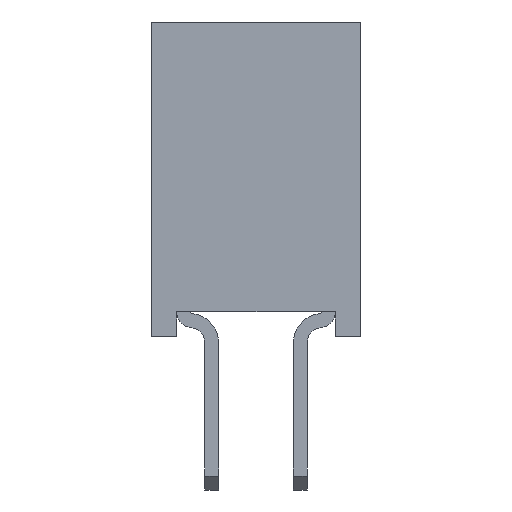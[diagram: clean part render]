
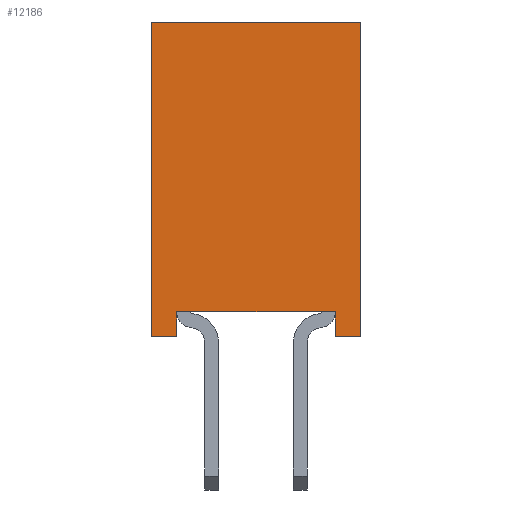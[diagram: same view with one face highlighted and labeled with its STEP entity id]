
A CAD part, left-side view. The second image highlights one B-rep face of the part: STEP entity #12186.
In plain terms, the highlighted planar face has unit normal (-1, 0, 0).
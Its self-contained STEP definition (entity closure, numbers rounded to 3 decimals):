
#1246=ORIENTED_EDGE('',*,*,#3969,.T.);
#1247=ORIENTED_EDGE('',*,*,#4622,.T.);
#1248=ORIENTED_EDGE('',*,*,#4623,.F.);
#1249=ORIENTED_EDGE('',*,*,#4624,.T.);
#1250=ORIENTED_EDGE('',*,*,#3849,.T.);
#1251=ORIENTED_EDGE('',*,*,#4625,.F.);
#1252=ORIENTED_EDGE('',*,*,#4626,.F.);
#1253=ORIENTED_EDGE('',*,*,#4627,.T.);
#3849=EDGE_CURVE('',#5620,#5618,#6759,.T.);
#3969=EDGE_CURVE('',#5738,#5737,#6879,.T.);
#4622=EDGE_CURVE('',#5737,#6282,#7532,.T.);
#4623=EDGE_CURVE('',#6283,#6282,#7533,.T.);
#4624=EDGE_CURVE('',#6283,#5620,#7534,.T.);
#4625=EDGE_CURVE('',#6284,#5618,#7535,.T.);
#4626=EDGE_CURVE('',#6285,#6284,#7536,.T.);
#4627=EDGE_CURVE('',#6285,#5738,#7537,.T.);
#5618=VERTEX_POINT('',#16785);
#5620=VERTEX_POINT('',#16788);
#5737=VERTEX_POINT('',#17026);
#5738=VERTEX_POINT('',#17028);
#6282=VERTEX_POINT('',#18307);
#6283=VERTEX_POINT('',#18309);
#6284=VERTEX_POINT('',#18312);
#6285=VERTEX_POINT('',#18314);
#6759=LINE('',#16787,#8469);
#6879=LINE('',#17027,#8589);
#7532=LINE('',#18306,#9242);
#7533=LINE('',#18308,#9243);
#7534=LINE('',#18310,#9244);
#7535=LINE('',#18311,#9245);
#7536=LINE('',#18313,#9246);
#7537=LINE('',#18315,#9247);
#8469=VECTOR('',#13567,1000.);
#8589=VECTOR('',#13691,1000.);
#9242=VECTOR('',#14508,1000.);
#9243=VECTOR('',#14509,1000.);
#9244=VECTOR('',#14510,1000.);
#9245=VECTOR('',#14511,1000.);
#9246=VECTOR('',#14512,1000.);
#9247=VECTOR('',#14513,1000.);
#10246=EDGE_LOOP('',(#1246,#1247,#1248,#1249,#1250,#1251,#1252,#1253));
#10940=FACE_BOUND('',#10246,.T.);
#11578=PLANE('',#12851);
#12186=ADVANCED_FACE('',(#10940),#11578,.T.);
#12851=AXIS2_PLACEMENT_3D('',#18305,#14506,#14507);
#13567=DIRECTION('',(0.,1.,0.));
#13691=DIRECTION('',(0.,-1.,0.));
#14506=DIRECTION('',(-1.,0.,0.));
#14507=DIRECTION('',(0.,0.,1.));
#14508=DIRECTION('',(0.,0.,-1.));
#14509=DIRECTION('',(0.,1.,0.));
#14510=DIRECTION('',(0.,0.,1.));
#14511=DIRECTION('',(0.,0.,1.));
#14512=DIRECTION('',(0.,1.,0.));
#14513=DIRECTION('',(0.,0.,1.));
#16785=CARTESIAN_POINT('',(-9.09,1.5,2.25));
#16787=CARTESIAN_POINT('',(-9.09,-1.5,2.25));
#16788=CARTESIAN_POINT('',(-9.09,-1.5,2.25));
#17026=CARTESIAN_POINT('',(-9.09,-1.135,-1.9));
#17027=CARTESIAN_POINT('',(-9.09,-1.5,-1.9));
#17028=CARTESIAN_POINT('',(-9.09,1.135,-1.9));
#18305=CARTESIAN_POINT('',(-9.09,-1.5,-2.25));
#18306=CARTESIAN_POINT('',(-9.09,-1.135,-2.25));
#18307=CARTESIAN_POINT('',(-9.09,-1.135,-2.25));
#18308=CARTESIAN_POINT('',(-9.09,-1.5,-2.25));
#18309=CARTESIAN_POINT('',(-9.09,-1.5,-2.25));
#18310=CARTESIAN_POINT('',(-9.09,-1.5,-2.25));
#18311=CARTESIAN_POINT('',(-9.09,1.5,-2.25));
#18312=CARTESIAN_POINT('',(-9.09,1.5,-2.25));
#18313=CARTESIAN_POINT('',(-9.09,-1.5,-2.25));
#18314=CARTESIAN_POINT('',(-9.09,1.135,-2.25));
#18315=CARTESIAN_POINT('',(-9.09,1.135,-2.25));
